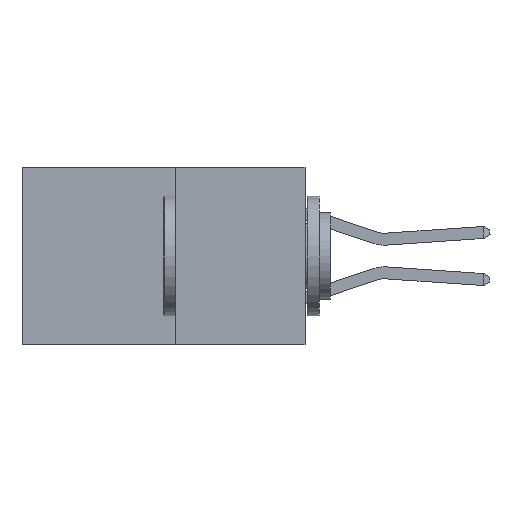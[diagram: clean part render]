
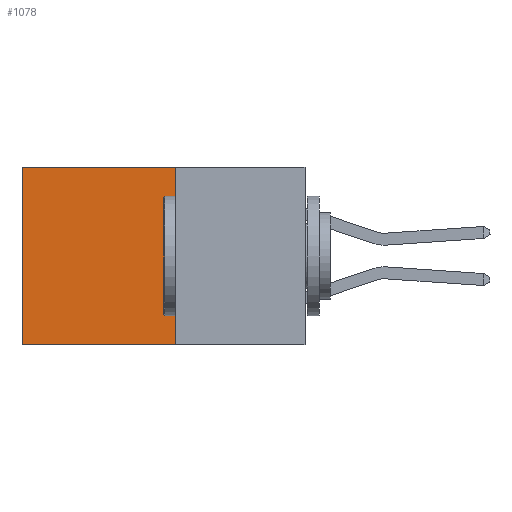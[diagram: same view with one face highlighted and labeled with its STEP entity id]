
A CAD part, left-side view. The second image highlights one B-rep face of the part: STEP entity #1078.
In plain terms, the highlighted planar face has unit normal (-1, 0, 0).
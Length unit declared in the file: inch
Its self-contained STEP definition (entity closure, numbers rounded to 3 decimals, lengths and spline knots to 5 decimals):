
#45 = EDGE_CURVE ( 'NONE', #654, #2999, #12562, .T. ) ;
#175 = ORIENTED_EDGE ( 'NONE', *, *, #6926, .F. ) ;
#569 = ORIENTED_EDGE ( 'NONE', *, *, #45, .T. ) ;
#654 = VERTEX_POINT ( 'NONE', #4675 ) ;
#1078 = ADVANCED_FACE ( 'NONE', ( #13793 ), #8929, .F. ) ;
#1155 = VERTEX_POINT ( 'NONE', #3618 ) ;
#1425 = CARTESIAN_POINT ( 'NONE',  ( 0.277, 0.59, 0. ) ) ;
#1624 = DIRECTION ( 'NONE',  ( 0., 0., -1. ) ) ;
#1929 = VECTOR ( 'NONE', #8256, 39.37008 ) ;
#2048 = EDGE_CURVE ( 'NONE', #2999, #1155, #10706, .T. ) ;
#2497 = DIRECTION ( 'NONE',  ( 0., 0., -1. ) ) ;
#2660 = CARTESIAN_POINT ( 'NONE',  ( 0.277, 0.27, -0.37 ) ) ;
#2779 = EDGE_LOOP ( 'NONE', ( #6362, #175, #9830, #569 ) ) ;
#2880 = DIRECTION ( 'NONE',  ( 0., 1., 0. ) ) ;
#2999 = VERTEX_POINT ( 'NONE', #1425 ) ;
#3618 = CARTESIAN_POINT ( 'NONE',  ( 0.277, 0.59, -0.37 ) ) ;
#3711 = DIRECTION ( 'NONE',  ( 0., 1., 0. ) ) ;
#3808 = CARTESIAN_POINT ( 'NONE',  ( 0.277, 0.27, -0.37 ) ) ;
#4675 = CARTESIAN_POINT ( 'NONE',  ( 0.277, 0.27, 0. ) ) ;
#5569 = CARTESIAN_POINT ( 'NONE',  ( 0.277, 0.27, 0. ) ) ;
#6049 = VECTOR ( 'NONE', #2880, 39.37008 ) ;
#6362 = ORIENTED_EDGE ( 'NONE', *, *, #2048, .T. ) ;
#6926 = EDGE_CURVE ( 'NONE', #9531, #1155, #13232, .T. ) ;
#6981 = CARTESIAN_POINT ( 'NONE',  ( 0.277, 0.27, -0.37 ) ) ;
#7051 = EDGE_CURVE ( 'NONE', #654, #9531, #11412, .T. ) ;
#7574 = CARTESIAN_POINT ( 'NONE',  ( 0.277, 0.27, -0.37 ) ) ;
#8256 = DIRECTION ( 'NONE',  ( 0., 0., -1. ) ) ;
#8360 = VECTOR ( 'NONE', #2497, 39.37008 ) ;
#8929 = PLANE ( 'NONE',  #12671 ) ;
#9531 = VERTEX_POINT ( 'NONE', #7574 ) ;
#9794 = CARTESIAN_POINT ( 'NONE',  ( 0.277, 0.59, -0.37 ) ) ;
#9830 = ORIENTED_EDGE ( 'NONE', *, *, #7051, .F. ) ;
#10706 = LINE ( 'NONE', #9794, #1929 ) ;
#10888 = VECTOR ( 'NONE', #3711, 39.37008 ) ;
#11412 = LINE ( 'NONE', #2660, #8360 ) ;
#12562 = LINE ( 'NONE', #5569, #6049 ) ;
#12671 = AXIS2_PLACEMENT_3D ( 'NONE', #6981, #13769, #1624 ) ;
#13232 = LINE ( 'NONE', #3808, #10888 ) ;
#13769 = DIRECTION ( 'NONE',  ( 1., 0., 0. ) ) ;
#13793 = FACE_OUTER_BOUND ( 'NONE', #2779, .T. ) ;
